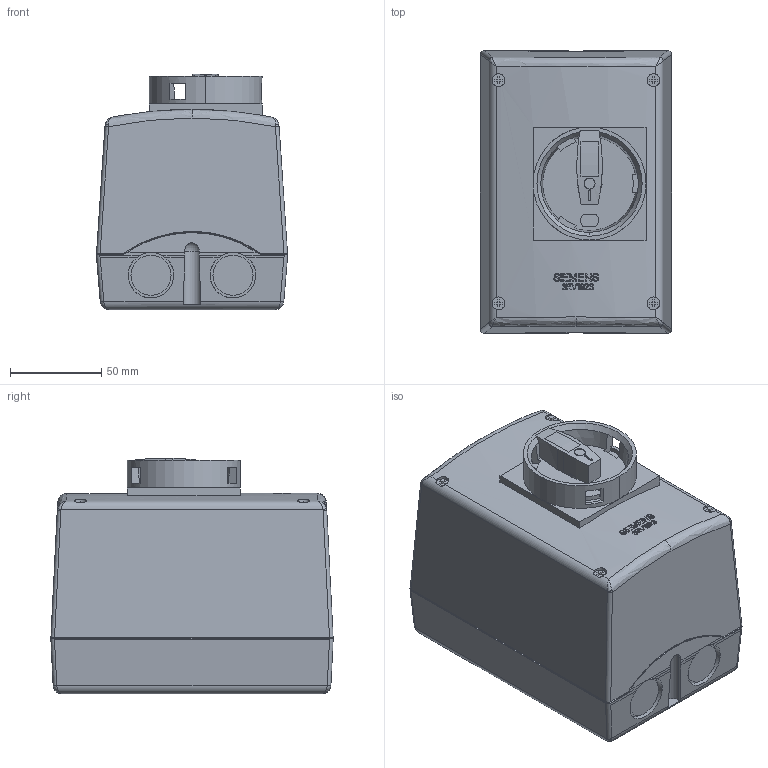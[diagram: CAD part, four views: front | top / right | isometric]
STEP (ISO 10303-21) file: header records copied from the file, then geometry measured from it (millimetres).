
FILE_DESCRIPTION(('STEP AP214'),'1');
FILE_NAME('cctmp_04AB85AD-EECE-4156-B331-64ED5385BF5F_2023_08_14_21_14_41_0780..stp','2023-08-14T19:14:42',('SIEMENS A&D'),('CADClick - www.CADClick.com'),'Spatial InterOp 3D postprocessed',' ','unknown authorization');
FILE_SCHEMA(('AUTOMOTIVE_DESIGN'));
Length unit declared in the file: millimetre
Products named in the file (1): 2023_08_14_21_14_41_0760
Bounding box: 105 x 154.93 x 129.36 mm (x, y, z)
Volume: 1677975.6 mm3; surface area: 91723.3 mm2
Topology: 1 solids, 2 shells, 448 faces, 1228 edges, 799 vertices
Faces by surface type: plane 229, bspline 107, cylinder 101, cone 7, torus 4
Entity records: 21893 total; most frequent: CARTESIAN_POINT 10539, ORIENTED_EDGE 2432, DIRECTION 1534, EDGE_CURVE 1216, VERTEX_POINT 799, LINE 560, VECTOR 560, AXIS2_PLACEMENT_3D 487
